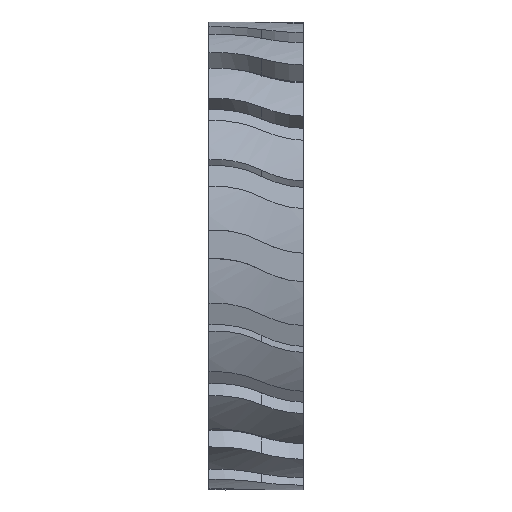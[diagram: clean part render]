
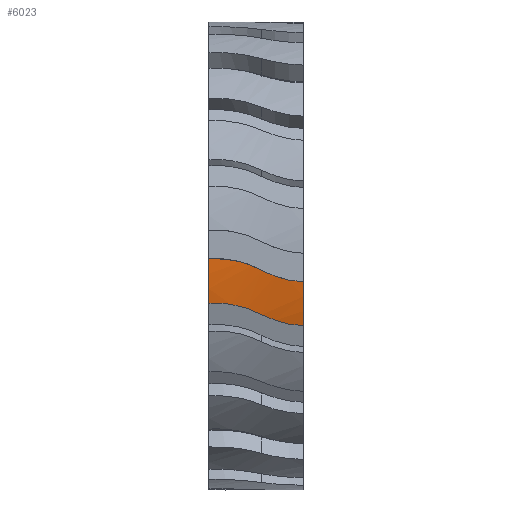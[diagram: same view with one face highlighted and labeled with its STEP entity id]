
A CAD part, front view. The second image highlights one B-rep face of the part: STEP entity #6023.
In plain terms, the highlighted cylindrical face has radius 16.999 mm (diameter 33.998 mm), a partial arc.
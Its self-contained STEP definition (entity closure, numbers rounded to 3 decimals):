
#249=CIRCLE('',#6393,16.999);
#250=CIRCLE('',#6394,16.999);
#1746=ORIENTED_EDGE('',*,*,#3605,.F.);
#1747=ORIENTED_EDGE('',*,*,#3533,.F.);
#1748=ORIENTED_EDGE('',*,*,#3538,.F.);
#1749=ORIENTED_EDGE('',*,*,#3606,.F.);
#1750=ORIENTED_EDGE('',*,*,#3529,.F.);
#1751=ORIENTED_EDGE('',*,*,#3607,.F.);
#3529=EDGE_CURVE('',#4494,#4495,#5087,.T.);
#3533=EDGE_CURVE('',#4498,#4499,#5088,.T.);
#3538=EDGE_CURVE('',#4502,#4498,#5089,.T.);
#3605=EDGE_CURVE('',#4499,#4525,#249,.T.);
#3606=EDGE_CURVE('',#4495,#4502,#250,.T.);
#3607=EDGE_CURVE('',#4525,#4494,#5099,.T.);
#4494=VERTEX_POINT('',#8959);
#4495=VERTEX_POINT('',#8960);
#4498=VERTEX_POINT('',#8971);
#4499=VERTEX_POINT('',#8972);
#4502=VERTEX_POINT('',#8980);
#4525=VERTEX_POINT('',#9129);
#5087=B_SPLINE_CURVE_WITH_KNOTS('',3,(#8955,#8956,#8957,#8958),
 .UNSPECIFIED.,.F.,.F.,(4,4),(0.,0.004),.UNSPECIFIED.);
#5088=B_SPLINE_CURVE_WITH_KNOTS('',3,(#8967,#8968,#8969,#8970),
 .UNSPECIFIED.,.F.,.F.,(4,4),(0.,0.003),.UNSPECIFIED.);
#5089=B_SPLINE_CURVE_WITH_KNOTS('',3,(#8982,#8983,#8984,#8985),
 .UNSPECIFIED.,.F.,.F.,(4,4),(0.001,0.005),
 .UNSPECIFIED.);
#5099=B_SPLINE_CURVE_WITH_KNOTS('',3,(#9131,#9132,#9133,#9134),
 .UNSPECIFIED.,.F.,.F.,(4,4),(0.,0.003),
 .UNSPECIFIED.);
#5272=EDGE_LOOP('',(#1746,#1747,#1748,#1749,#1750,#1751));
#5582=FACE_BOUND('',#5272,.T.);
#5883=CYLINDRICAL_SURFACE('',#6392,16.999);
#6023=ADVANCED_FACE('',(#5582),#5883,.T.);
#6392=AXIS2_PLACEMENT_3D('',#9127,#7218,#7219);
#6393=AXIS2_PLACEMENT_3D('',#9128,#7220,#7221);
#6394=AXIS2_PLACEMENT_3D('',#9130,#7222,#7223);
#7218=DIRECTION('',(-1.,0.,0.));
#7219=DIRECTION('',(0.,0.,1.));
#7220=DIRECTION('',(1.,0.,0.));
#7221=DIRECTION('',(0.,1.,0.));
#7222=DIRECTION('',(-1.,0.,0.));
#7223=DIRECTION('',(0.,0.,1.));
#8955=CARTESIAN_POINT('',(0.,-16.458,-4.255));
#8956=CARTESIAN_POINT('',(-1.182,-16.618,-3.634));
#8957=CARTESIAN_POINT('',(-2.527,-16.666,-3.349));
#8958=CARTESIAN_POINT('',(-3.852,-16.647,-3.442));
#8959=CARTESIAN_POINT('',(0.,-16.458,-4.255));
#8960=CARTESIAN_POINT('',(-3.852,-16.647,-3.442));
#8967=CARTESIAN_POINT('',(0.,-16.967,-1.039));
#8968=CARTESIAN_POINT('',(0.928,-16.936,-1.542));
#8969=CARTESIAN_POINT('',(1.949,-16.9,-1.827));
#8970=CARTESIAN_POINT('',(3.,-16.894,-1.88));
#8971=CARTESIAN_POINT('',(0.,-16.967,-1.039));
#8972=CARTESIAN_POINT('',(3.,-16.894,-1.88));
#8980=CARTESIAN_POINT('',(-3.852,-16.997,-0.207));
#8982=CARTESIAN_POINT('',(-3.852,-16.997,-0.207));
#8983=CARTESIAN_POINT('',(-2.532,-16.999,-0.113));
#8984=CARTESIAN_POINT('',(-1.18,-17.006,-0.4));
#8985=CARTESIAN_POINT('',(0.,-16.967,-1.039));
#9127=CARTESIAN_POINT('',(0.,0.,0.));
#9128=CARTESIAN_POINT('',(3.,0.,0.));
#9129=CARTESIAN_POINT('',(3.,-16.227,-5.065));
#9130=CARTESIAN_POINT('',(-3.852,0.,0.));
#9131=CARTESIAN_POINT('',(3.,-16.227,-5.065));
#9132=CARTESIAN_POINT('',(1.954,-16.242,-5.014));
#9133=CARTESIAN_POINT('',(0.927,-16.332,-4.743));
#9134=CARTESIAN_POINT('',(0.,-16.458,-4.255));
